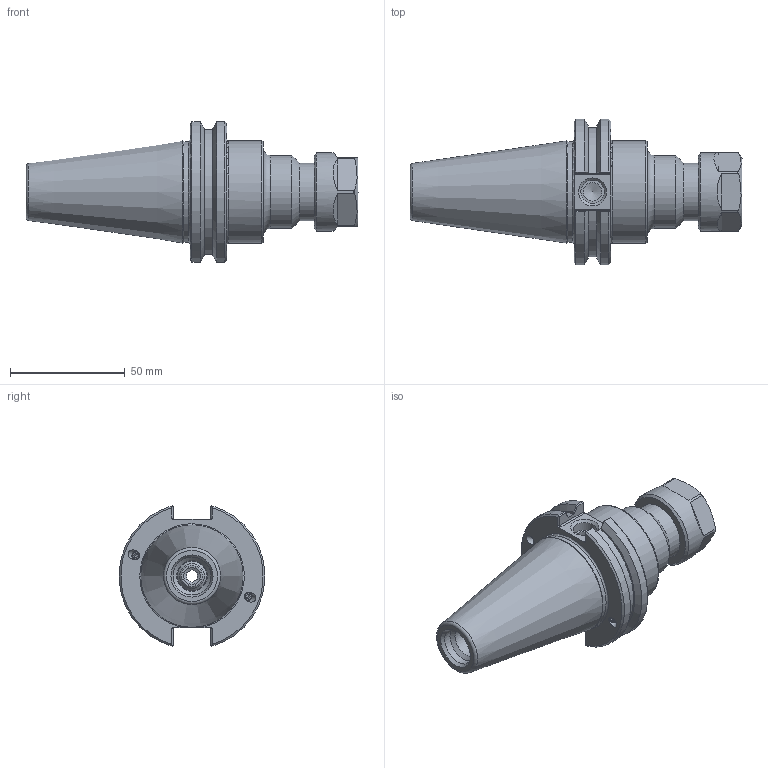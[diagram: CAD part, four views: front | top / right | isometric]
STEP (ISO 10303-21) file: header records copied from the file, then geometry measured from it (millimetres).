
FILE_DESCRIPTION(/* description */ ('ER COLLET CHUCK W/ ADB CLNT'),/* implementation_level */ '2;1');
FILE_NAME(/* name */ 'C40BC-20ERF300.stp',/* time_stamp */ '2017-01-20T08:03:08-05:00',/* author */ ('davhar'),/* organization */ (''),/* preprocessor_version */ 'ST-DEVELOPER v16.1',/* originating_system */ 'Autodesk Inventor 2016',/* authorisation */ '');
FILE_SCHEMA (('AUTOMOTIVE_DESIGN { 1 0 10303 214 3 1 1 }'));
Length unit declared in the file: inch
Products named in the file (6): C40BCB-20ER3-1; 029-965; C40BCB-20ER3-1_1; BS-09; 20ERHN; C40BC-20ERF300
Assembly tree (8 placements, depth 3):
  C40BC-20ERF300
    C40BCB-20ER3-1_1
      C40BCB-20ER3-1
      029-965  x4
    BS-09
    20ERHN
Bounding box: 144.45 x 63.26 x 61.11 mm (x, y, z)
Volume: 145550.9 mm3; surface area: 33297 mm2
Topology: 7 solids, 7 shells, 232 faces, 553 edges, 353 vertices
Faces by surface type: plane 107, cylinder 59, cone 43, torus 11, bspline 8, sphere 4
Full cylindrical faces by diameter (mm): 3.3 x4, 4 x8, 4.1 x4, 4.2 x4, 7.137 x1, 8 x1, 10.135 x1, 10.719 x2, 12.751 x1, 13.386 x1, 14.097 x1, 14.478 x1, 15.494 x1, 16.459 x1, 23.5 x1, 25 x1, 26 x1, 31.75 x1, 34 x1, 43.942 x1, 44.45 x1
Entity records: 6345 total; most frequent: CARTESIAN_POINT 2212, DIRECTION 814, ORIENTED_EDGE 756, EDGE_CURVE 378, AXIS2_PLACEMENT_3D 334, VERTEX_POINT 272, EDGE_LOOP 268, FACE_OUTER_BOUND 184
